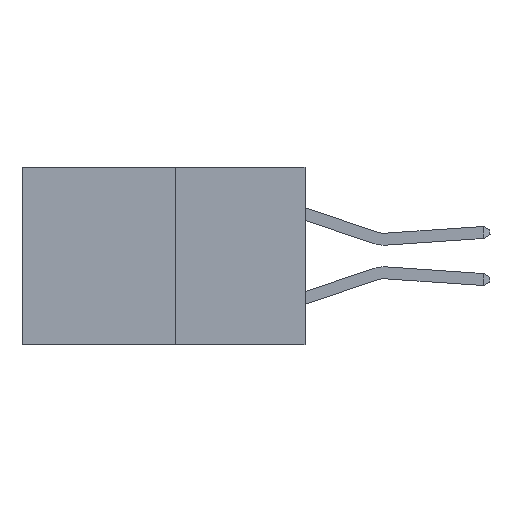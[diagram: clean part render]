
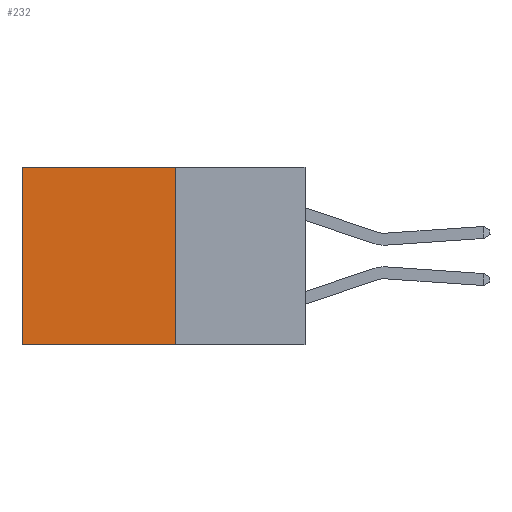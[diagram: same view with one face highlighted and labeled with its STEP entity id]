
A CAD part, left-side view. The second image highlights one B-rep face of the part: STEP entity #232.
In plain terms, the highlighted planar face has unit normal (-1, 0, 0).
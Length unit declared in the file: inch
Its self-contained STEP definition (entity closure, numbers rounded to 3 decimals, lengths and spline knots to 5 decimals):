
#232 = ADVANCED_FACE ( 'NONE', ( #1369 ), #755, .F. ) ;
#372 = ORIENTED_EDGE ( 'NONE', *, *, #5583, .F. ) ;
#696 = DIRECTION ( 'NONE',  ( 0., 1., 0. ) ) ;
#755 = PLANE ( 'NONE',  #9186 ) ;
#759 = CARTESIAN_POINT ( 'NONE',  ( 0.277, 0.27, -0.37 ) ) ;
#837 = ORIENTED_EDGE ( 'NONE', *, *, #978, .T. ) ;
#978 = EDGE_CURVE ( 'NONE', #4178, #9417, #1551, .T. ) ;
#1369 = FACE_OUTER_BOUND ( 'NONE', #6740, .T. ) ;
#1522 = DIRECTION ( 'NONE',  ( 0., 0., -1. ) ) ;
#1551 = LINE ( 'NONE', #13213, #15469 ) ;
#2123 = CARTESIAN_POINT ( 'NONE',  ( 0.277, 0.59, -0.37 ) ) ;
#2156 = DIRECTION ( 'NONE',  ( 1., 0., 0. ) ) ;
#2476 = LINE ( 'NONE', #2123, #16631 ) ;
#3026 = EDGE_CURVE ( 'NONE', #5061, #8838, #16082, .T. ) ;
#3460 = EDGE_CURVE ( 'NONE', #9417, #8838, #2476, .T. ) ;
#4164 = CARTESIAN_POINT ( 'NONE',  ( 0.277, 0.59, -0.37 ) ) ;
#4178 = VERTEX_POINT ( 'NONE', #5613 ) ;
#4587 = DIRECTION ( 'NONE',  ( 0., 1., 0. ) ) ;
#4660 = ORIENTED_EDGE ( 'NONE', *, *, #3460, .T. ) ;
#4712 = LINE ( 'NONE', #13466, #7589 ) ;
#5061 = VERTEX_POINT ( 'NONE', #12070 ) ;
#5583 = EDGE_CURVE ( 'NONE', #4178, #5061, #4712, .T. ) ;
#5613 = CARTESIAN_POINT ( 'NONE',  ( 0.277, 0.27, 0. ) ) ;
#6740 = EDGE_LOOP ( 'NONE', ( #4660, #12625, #372, #837 ) ) ;
#7589 = VECTOR ( 'NONE', #13336, 39.37008 ) ;
#8838 = VERTEX_POINT ( 'NONE', #4164 ) ;
#9186 = AXIS2_PLACEMENT_3D ( 'NONE', #15243, #2156, #11439 ) ;
#9417 = VERTEX_POINT ( 'NONE', #12483 ) ;
#11439 = DIRECTION ( 'NONE',  ( 0., 0., -1. ) ) ;
#12070 = CARTESIAN_POINT ( 'NONE',  ( 0.277, 0.27, -0.37 ) ) ;
#12483 = CARTESIAN_POINT ( 'NONE',  ( 0.277, 0.59, 0. ) ) ;
#12562 = VECTOR ( 'NONE', #696, 39.37008 ) ;
#12625 = ORIENTED_EDGE ( 'NONE', *, *, #3026, .F. ) ;
#13213 = CARTESIAN_POINT ( 'NONE',  ( 0.277, 0.27, 0. ) ) ;
#13336 = DIRECTION ( 'NONE',  ( 0., 0., -1. ) ) ;
#13466 = CARTESIAN_POINT ( 'NONE',  ( 0.277, 0.27, -0.37 ) ) ;
#15243 = CARTESIAN_POINT ( 'NONE',  ( 0.277, 0.27, -0.37 ) ) ;
#15469 = VECTOR ( 'NONE', #4587, 39.37008 ) ;
#16082 = LINE ( 'NONE', #759, #12562 ) ;
#16631 = VECTOR ( 'NONE', #1522, 39.37008 ) ;
